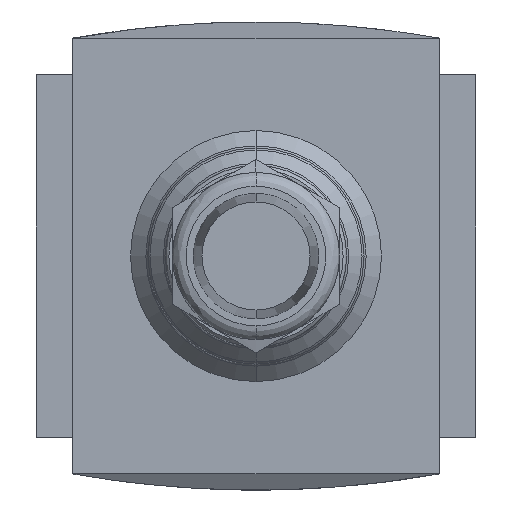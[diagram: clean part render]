
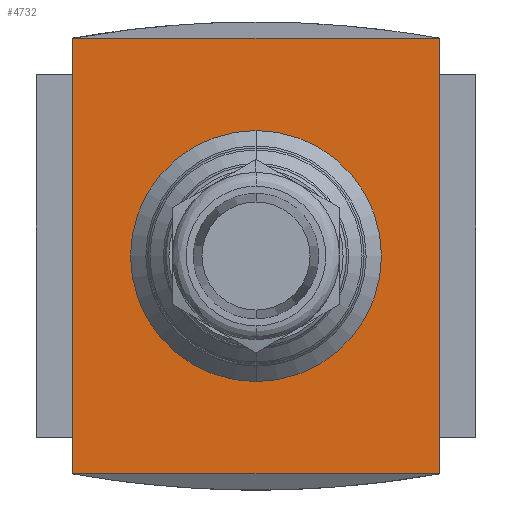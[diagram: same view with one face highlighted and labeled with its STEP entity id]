
A CAD part, front view. The second image highlights one B-rep face of the part: STEP entity #4732.
In plain terms, the highlighted planar face has unit normal (0, -1, 0).
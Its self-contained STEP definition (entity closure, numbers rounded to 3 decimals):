
#183 = CARTESIAN_POINT ( 'NONE',  ( 31., -37.5, 31.25 ) ) ;
#197 = EDGE_LOOP ( 'NONE', ( #6433, #11129, #10707, #6970 ) ) ;
#211 = VECTOR ( 'NONE', #13430, 1000. ) ;
#438 = DIRECTION ( 'NONE',  ( 0., 1., 0. ) ) ;
#456 = EDGE_CURVE ( 'NONE', #6116, #2337, #11085, .T. ) ;
#647 = DIRECTION ( 'NONE',  ( 0., 0., 1. ) ) ;
#683 = EDGE_CURVE ( 'NONE', #12267, #13236, #14053, .T. ) ;
#686 = EDGE_CURVE ( 'NONE', #12267, #7584, #4500, .T. ) ;
#834 = VERTEX_POINT ( 'NONE', #8866 ) ;
#1223 = VECTOR ( 'NONE', #8370, 1000. ) ;
#1720 = LINE ( 'NONE', #10490, #4966 ) ;
#2337 = VERTEX_POINT ( 'NONE', #4256 ) ;
#2352 = CARTESIAN_POINT ( 'NONE',  ( 26.25, -37.5, 31.25 ) ) ;
#2597 = AXIS2_PLACEMENT_3D ( 'NONE', #9083, #12524, #647 ) ;
#3268 = DIRECTION ( 'NONE',  ( 0., 0., -1. ) ) ;
#3386 = CARTESIAN_POINT ( 'NONE',  ( -26.25, -37.5, -31.25 ) ) ;
#3667 = CARTESIAN_POINT ( 'NONE',  ( 0., -37.5, 0. ) ) ;
#3729 = DIRECTION ( 'NONE',  ( 0., -1., 0. ) ) ;
#4256 = CARTESIAN_POINT ( 'NONE',  ( 0., -37.5, -18. ) ) ;
#4500 = LINE ( 'NONE', #4636, #1223 ) ;
#4636 = CARTESIAN_POINT ( 'NONE',  ( 0., -37.5, -31.25 ) ) ;
#4711 = CARTESIAN_POINT ( 'NONE',  ( 26.25, -37.5, -31.25 ) ) ;
#4732 = ADVANCED_FACE ( 'NONE', ( #5292, #6043 ), #14541, .F. ) ;
#4966 = VECTOR ( 'NONE', #3268, 1000. ) ;
#5292 = FACE_OUTER_BOUND ( 'NONE', #197, .T. ) ;
#5420 = AXIS2_PLACEMENT_3D ( 'NONE', #3667, #3729, #9810 ) ;
#6043 = FACE_BOUND ( 'NONE', #15152, .T. ) ;
#6116 = VERTEX_POINT ( 'NONE', #9489 ) ;
#6433 = ORIENTED_EDGE ( 'NONE', *, *, #686, .F. ) ;
#6520 = CARTESIAN_POINT ( 'NONE',  ( 26.25, -37.5, 31.25 ) ) ;
#6970 = ORIENTED_EDGE ( 'NONE', *, *, #8902, .T. ) ;
#7584 = VERTEX_POINT ( 'NONE', #3386 ) ;
#8308 = CIRCLE ( 'NONE', #5420, 18. ) ;
#8370 = DIRECTION ( 'NONE',  ( -1., 0., 0. ) ) ;
#8717 = EDGE_CURVE ( 'NONE', #13236, #834, #12507, .T. ) ;
#8866 = CARTESIAN_POINT ( 'NONE',  ( -26.25, -37.5, 31.25 ) ) ;
#8882 = CARTESIAN_POINT ( 'NONE',  ( 0., -37.5, 116.435 ) ) ;
#8902 = EDGE_CURVE ( 'NONE', #834, #7584, #1720, .T. ) ;
#9083 = CARTESIAN_POINT ( 'NONE',  ( 0., -37.5, 0. ) ) ;
#9489 = CARTESIAN_POINT ( 'NONE',  ( 0., -37.5, 18. ) ) ;
#9810 = DIRECTION ( 'NONE',  ( 0., 0., 1. ) ) ;
#10490 = CARTESIAN_POINT ( 'NONE',  ( -26.25, -37.5, -31.25 ) ) ;
#10499 = VECTOR ( 'NONE', #14257, 1000. ) ;
#10707 = ORIENTED_EDGE ( 'NONE', *, *, #8717, .T. ) ;
#10982 = AXIS2_PLACEMENT_3D ( 'NONE', #8882, #438, #11114 ) ;
#11085 = CIRCLE ( 'NONE', #2597, 18. ) ;
#11114 = DIRECTION ( 'NONE',  ( 0., 0., 1. ) ) ;
#11129 = ORIENTED_EDGE ( 'NONE', *, *, #683, .T. ) ;
#12267 = VERTEX_POINT ( 'NONE', #4711 ) ;
#12507 = LINE ( 'NONE', #183, #211 ) ;
#12524 = DIRECTION ( 'NONE',  ( 0., -1., 0. ) ) ;
#13164 = EDGE_CURVE ( 'NONE', #2337, #6116, #8308, .T. ) ;
#13236 = VERTEX_POINT ( 'NONE', #6520 ) ;
#13430 = DIRECTION ( 'NONE',  ( -1., 0., 0. ) ) ;
#14053 = LINE ( 'NONE', #2352, #10499 ) ;
#14184 = ORIENTED_EDGE ( 'NONE', *, *, #13164, .F. ) ;
#14257 = DIRECTION ( 'NONE',  ( 0., 0., 1. ) ) ;
#14541 = PLANE ( 'NONE',  #10982 ) ;
#15140 = ORIENTED_EDGE ( 'NONE', *, *, #456, .F. ) ;
#15152 = EDGE_LOOP ( 'NONE', ( #15140, #14184 ) ) ;
